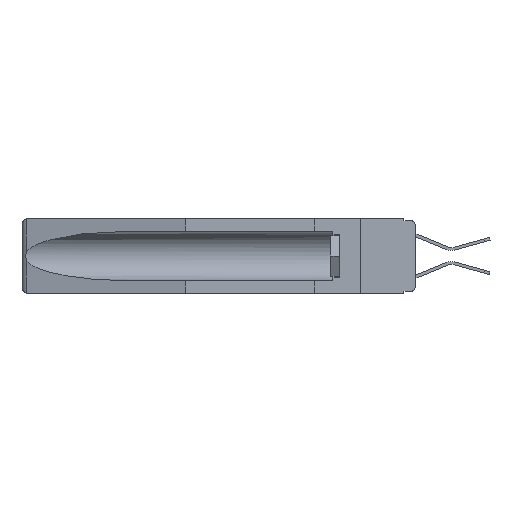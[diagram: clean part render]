
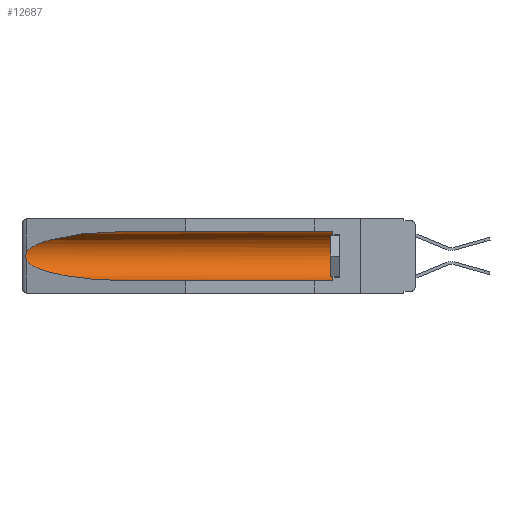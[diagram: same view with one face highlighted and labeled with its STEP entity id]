
A CAD part, left-side view. The second image highlights one B-rep face of the part: STEP entity #12687.
In plain terms, the highlighted cylindrical face has radius 2.857 mm (diameter 5.715 mm), a partial arc.
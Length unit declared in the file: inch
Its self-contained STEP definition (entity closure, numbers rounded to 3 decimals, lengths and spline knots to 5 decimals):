
#366 = ORIENTED_EDGE ( 'NONE', *, *, #2101, .T. ) ;
#438 = CIRCLE ( 'NONE', #1248, 0.1125 ) ;
#554 = EDGE_CURVE ( 'NONE', #3781, #2084, #11092, .T. ) ;
#560 = CARTESIAN_POINT ( 'NONE',  ( 0.2675, 1.53308, -0.16763 ) ) ;
#826 = CARTESIAN_POINT ( 'NONE',  ( 0.2673, 1.53269, -0.17917 ) ) ;
#1166 = VECTOR ( 'NONE', #4472, 39.37008 ) ;
#1173 = CARTESIAN_POINT ( 'NONE',  ( 0.155, 0.126, -0.059 ) ) ;
#1248 = AXIS2_PLACEMENT_3D ( 'NONE', #6614, #6701, #5268 ) ;
#1319 = VERTEX_POINT ( 'NONE', #3629 ) ;
#1905 = CARTESIAN_POINT ( 'NONE',  ( 0.26537, 1.52718, -0.14972 ) ) ;
#2084 = VERTEX_POINT ( 'NONE', #17289 ) ;
#2101 = EDGE_CURVE ( 'NONE', #3781, #13215, #438, .T. ) ;
#3313 = DIRECTION ( 'NONE',  ( 0., 1., 0. ) ) ;
#3629 = CARTESIAN_POINT ( 'NONE',  ( 0.26537, 1.52718, -0.19328 ) ) ;
#3697 = CARTESIAN_POINT ( 'NONE',  ( 0.25451, 1.48313, -0.09465 ) ) ;
#3781 = VERTEX_POINT ( 'NONE', #14291 ) ;
#3789 = CARTESIAN_POINT ( 'NONE',  ( 0.21114, 1.30732, -0.059 ) ) ;
#4019 = CARTESIAN_POINT ( 'NONE',  ( 0.155, -0.30754, -0.059 ) ) ;
#4461 =( BOUNDED_CURVE ( )  B_SPLINE_CURVE ( 3, ( #11200, #5829, #11290, #16761 ),
 .UNSPECIFIED., .F., .F. ) 
 B_SPLINE_CURVE_WITH_KNOTS ( ( 4, 4 ),
 ( 0.1948, 1.5708 ),
 .UNSPECIFIED. ) 
 CURVE ( )  GEOMETRIC_REPRESENTATION_ITEM ( )  RATIONAL_B_SPLINE_CURVE ( ( 1., 0.848, 0.848, 1. ) ) 
 REPRESENTATION_ITEM ( '' )  );
#4472 = DIRECTION ( 'NONE',  ( 0., 1., 0. ) ) ;
#5268 = DIRECTION ( 'NONE',  ( 0., 0., 1. ) ) ;
#5829 = CARTESIAN_POINT ( 'NONE',  ( 0.25451, 1.48313, -0.24835 ) ) ;
#6011 = CARTESIAN_POINT ( 'NONE',  ( 0.2675, 1.53308, -0.17534 ) ) ;
#6096 = DIRECTION ( 'NONE',  ( 0., 0., 1. ) ) ;
#6277 = CARTESIAN_POINT ( 'NONE',  ( 0.26655, 1.53094, -0.18657 ) ) ;
#6614 = CARTESIAN_POINT ( 'NONE',  ( 0.155, 0.126, -0.1715 ) ) ;
#6701 = DIRECTION ( 'NONE',  ( 0., -1., 0. ) ) ;
#6716 = CARTESIAN_POINT ( 'NONE',  ( 0.155, 1.07973, -0.059 ) ) ;
#6844 = ORIENTED_EDGE ( 'NONE', *, *, #554, .F. ) ;
#6973 =( BOUNDED_CURVE ( )  B_SPLINE_CURVE ( 3, ( #11763, #3789, #3697, #9083 ),
 .UNSPECIFIED., .F., .F. ) 
 B_SPLINE_CURVE_WITH_KNOTS ( ( 4, 4 ),
 ( 4.71239, 6.08839 ),
 .UNSPECIFIED. ) 
 CURVE ( )  GEOMETRIC_REPRESENTATION_ITEM ( )  RATIONAL_B_SPLINE_CURVE ( ( 1., 0.848, 0.848, 1. ) ) 
 REPRESENTATION_ITEM ( '' )  );
#7352 = CARTESIAN_POINT ( 'NONE',  ( 0.26597, 1.52961, -0.15275 ) ) ;
#8320 = LINE ( 'NONE', #4019, #15513 ) ;
#8475 = EDGE_CURVE ( 'NONE', #13215, #16550, #8320, .T. ) ;
#8878 = CARTESIAN_POINT ( 'NONE',  ( 0.155, -0.30754, -0.1715 ) ) ;
#9083 = CARTESIAN_POINT ( 'NONE',  ( 0.26537, 1.52718, -0.14972 ) ) ;
#9214 = ORIENTED_EDGE ( 'NONE', *, *, #12926, .T. ) ;
#10731 = ORIENTED_EDGE ( 'NONE', *, *, #8475, .T. ) ;
#11092 = LINE ( 'NONE', #15127, #1166 ) ;
#11200 = CARTESIAN_POINT ( 'NONE',  ( 0.26537, 1.52718, -0.19328 ) ) ;
#11290 = CARTESIAN_POINT ( 'NONE',  ( 0.21114, 1.30732, -0.284 ) ) ;
#11698 = CARTESIAN_POINT ( 'NONE',  ( 0.26537, 1.52718, -0.14972 ) ) ;
#11728 = EDGE_CURVE ( 'NONE', #12053, #1319, #12598, .T. ) ;
#11763 = CARTESIAN_POINT ( 'NONE',  ( 0.155, 1.07973, -0.059 ) ) ;
#11826 = CARTESIAN_POINT ( 'NONE',  ( 0.26537, 1.52718, -0.19328 ) ) ;
#12053 = VERTEX_POINT ( 'NONE', #11698 ) ;
#12495 = EDGE_CURVE ( 'NONE', #16550, #12053, #6973, .T. ) ;
#12598 = B_SPLINE_CURVE_WITH_KNOTS ( 'NONE', 3,
 ( #1905, #7352, #12817, #16959, #560, #6011, #826, #6277, #14330, #11826 ),
 .UNSPECIFIED., .F., .F.,
 ( 4, 2, 2, 2, 4 ),
 ( 0., 0.00029, 0.00058, 0.00087, 0.00117 ),
 .UNSPECIFIED. ) ;
#12687 = ADVANCED_FACE ( 'NONE', ( #15404 ), #15584, .F. ) ;
#12817 = CARTESIAN_POINT ( 'NONE',  ( 0.26654, 1.53092, -0.15636 ) ) ;
#12926 = EDGE_CURVE ( 'NONE', #1319, #2084, #4461, .T. ) ;
#13215 = VERTEX_POINT ( 'NONE', #1173 ) ;
#13361 = EDGE_LOOP ( 'NONE', ( #14933, #14224, #9214, #6844, #366, #10731 ) ) ;
#13592 = DIRECTION ( 'NONE',  ( 0., 1., 0. ) ) ;
#14224 = ORIENTED_EDGE ( 'NONE', *, *, #11728, .T. ) ;
#14291 = CARTESIAN_POINT ( 'NONE',  ( 0.155, 0.126, -0.284 ) ) ;
#14330 = CARTESIAN_POINT ( 'NONE',  ( 0.26597, 1.5296, -0.19026 ) ) ;
#14933 = ORIENTED_EDGE ( 'NONE', *, *, #12495, .T. ) ;
#15127 = CARTESIAN_POINT ( 'NONE',  ( 0.155, -0.30754, -0.284 ) ) ;
#15404 = FACE_OUTER_BOUND ( 'NONE', #13361, .T. ) ;
#15513 = VECTOR ( 'NONE', #13592, 39.37008 ) ;
#15584 = CYLINDRICAL_SURFACE ( 'NONE', #15905, 0.1125 ) ;
#15905 = AXIS2_PLACEMENT_3D ( 'NONE', #8878, #3313, #6096 ) ;
#16550 = VERTEX_POINT ( 'NONE', #6716 ) ;
#16761 = CARTESIAN_POINT ( 'NONE',  ( 0.155, 1.07973, -0.284 ) ) ;
#16959 = CARTESIAN_POINT ( 'NONE',  ( 0.2673, 1.5327, -0.16383 ) ) ;
#17289 = CARTESIAN_POINT ( 'NONE',  ( 0.155, 1.07973, -0.284 ) ) ;
